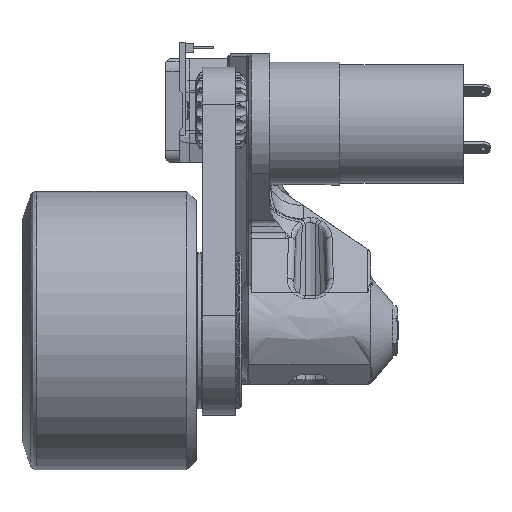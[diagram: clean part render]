
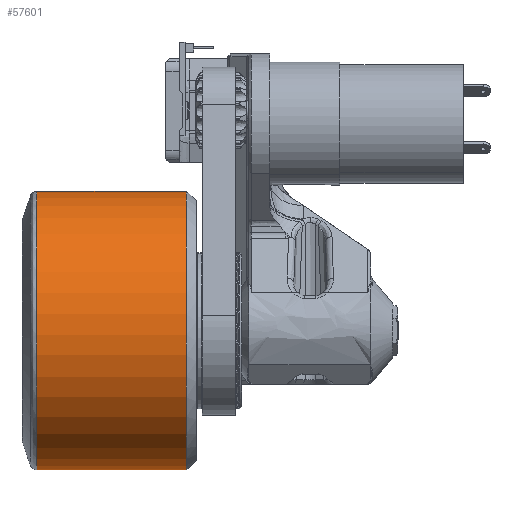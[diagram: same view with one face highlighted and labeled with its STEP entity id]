
A CAD part, front view. The second image highlights one B-rep face of the part: STEP entity #57601.
In plain terms, the highlighted free-form (B-spline) face has degree [2, 1] with [5, 2] control points.
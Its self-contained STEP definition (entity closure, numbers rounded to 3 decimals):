
#57362 = VERTEX_POINT('',#57363);
#57363 = CARTESIAN_POINT('',(-117.326,-64.141,
    86.143));
#57370 = VERTEX_POINT('',#57371);
#57371 = CARTESIAN_POINT('',(-117.326,-64.141,
    -38.41));
#57405 = EDGE_CURVE('',#57362,#57406,#57408,.T.);
#57406 = VERTEX_POINT('',#57407);
#57407 = CARTESIAN_POINT('',(-50.388,-64.141,
    86.143));
#57408 = B_SPLINE_CURVE_WITH_KNOTS('',1,(#57409,#57410),.UNSPECIFIED.,
  .F.,.F.,(2,2),(-21.875,23.),
  .PIECEWISE_BEZIER_KNOTS.);
#57409 = CARTESIAN_POINT('',(-117.326,-64.141,
    86.143));
#57410 = CARTESIAN_POINT('',(-50.388,-64.141,
    86.143));
#57413 = VERTEX_POINT('',#57414);
#57414 = CARTESIAN_POINT('',(-50.388,-64.141,
    -38.41));
#57422 = EDGE_CURVE('',#57370,#57413,#57423,.T.);
#57423 = B_SPLINE_CURVE_WITH_KNOTS('',1,(#57424,#57425),.UNSPECIFIED.,
  .F.,.F.,(2,2),(-21.875,23.),
  .PIECEWISE_BEZIER_KNOTS.);
#57424 = CARTESIAN_POINT('',(-117.326,-64.141,
    -38.41));
#57425 = CARTESIAN_POINT('',(-50.388,-64.141,
    -38.41));
#57583 = EDGE_CURVE('',#57406,#57413,#57584,.T.);
#57584 = ( BOUNDED_CURVE() B_SPLINE_CURVE(2,(#57585,#57586,#57587,#57588
,#57589),.UNSPECIFIED.,.F.,.F.) B_SPLINE_CURVE_WITH_KNOTS((3,2,3),(
    3.142,4.712,6.283),
.PIECEWISE_BEZIER_KNOTS.) CURVE() GEOMETRIC_REPRESENTATION_ITEM() 
RATIONAL_B_SPLINE_CURVE((1.,0.707,1.,0.707,1.)) 
REPRESENTATION_ITEM('') );
#57585 = CARTESIAN_POINT('',(-50.388,-64.141,
    86.143));
#57586 = CARTESIAN_POINT('',(-50.388,-126.418,
    86.143));
#57587 = CARTESIAN_POINT('',(-50.388,-126.418,
    23.866));
#57588 = CARTESIAN_POINT('',(-50.388,-126.418,
    -38.41));
#57589 = CARTESIAN_POINT('',(-50.388,-64.141,
    -38.41));
#57601 = ADVANCED_FACE('',(#57602),#57615,.T.);
#57602 = FACE_BOUND('',#57603,.T.);
#57603 = EDGE_LOOP('',(#57604,#57605,#57613,#57614));
#57604 = ORIENTED_EDGE('',*,*,#57405,.F.);
#57605 = ORIENTED_EDGE('',*,*,#57606,.T.);
#57606 = EDGE_CURVE('',#57362,#57370,#57607,.T.);
#57607 = ( BOUNDED_CURVE() B_SPLINE_CURVE(2,(#57608,#57609,#57610,#57611
,#57612),.UNSPECIFIED.,.F.,.F.) B_SPLINE_CURVE_WITH_KNOTS((3,2,3),(
    3.142,4.712,6.283),
.PIECEWISE_BEZIER_KNOTS.) CURVE() GEOMETRIC_REPRESENTATION_ITEM() 
RATIONAL_B_SPLINE_CURVE((1.,0.707,1.,0.707,1.)) 
REPRESENTATION_ITEM('') );
#57608 = CARTESIAN_POINT('',(-117.326,-64.141,
    86.143));
#57609 = CARTESIAN_POINT('',(-117.326,-126.418,
    86.143));
#57610 = CARTESIAN_POINT('',(-117.326,-126.418,
    23.866));
#57611 = CARTESIAN_POINT('',(-117.326,-126.418,
    -38.41));
#57612 = CARTESIAN_POINT('',(-117.326,-64.141,
    -38.41));
#57613 = ORIENTED_EDGE('',*,*,#57422,.T.);
#57614 = ORIENTED_EDGE('',*,*,#57583,.F.);
#57615 = ( BOUNDED_SURFACE() B_SPLINE_SURFACE(2,1,(
    (#57616,#57617)
    ,(#57618,#57619)
    ,(#57620,#57621)
    ,(#57622,#57623)
    ,(#57624,#57625
)),.UNSPECIFIED.,.F.,.F.,.F.) B_SPLINE_SURFACE_WITH_KNOTS((3,2,3),(2,2),
  (3.142,4.712,6.283),(-21.875,
    23.),.PIECEWISE_BEZIER_KNOTS.) 
GEOMETRIC_REPRESENTATION_ITEM() RATIONAL_B_SPLINE_SURFACE((
    (1.,1.)
    ,(0.707,0.707)
    ,(1.,1.)
    ,(0.707,0.707)
,(1.,1.))) REPRESENTATION_ITEM('') SURFACE() );
#57616 = CARTESIAN_POINT('',(-117.326,-64.141,
    86.143));
#57617 = CARTESIAN_POINT('',(-50.388,-64.141,
    86.143));
#57618 = CARTESIAN_POINT('',(-117.326,-126.418,
    86.143));
#57619 = CARTESIAN_POINT('',(-50.388,-126.418,
    86.143));
#57620 = CARTESIAN_POINT('',(-117.326,-126.418,
    23.866));
#57621 = CARTESIAN_POINT('',(-50.388,-126.418,
    23.866));
#57622 = CARTESIAN_POINT('',(-117.326,-126.418,
    -38.41));
#57623 = CARTESIAN_POINT('',(-50.388,-126.418,
    -38.41));
#57624 = CARTESIAN_POINT('',(-117.326,-64.141,
    -38.41));
#57625 = CARTESIAN_POINT('',(-50.388,-64.141,
    -38.41));
